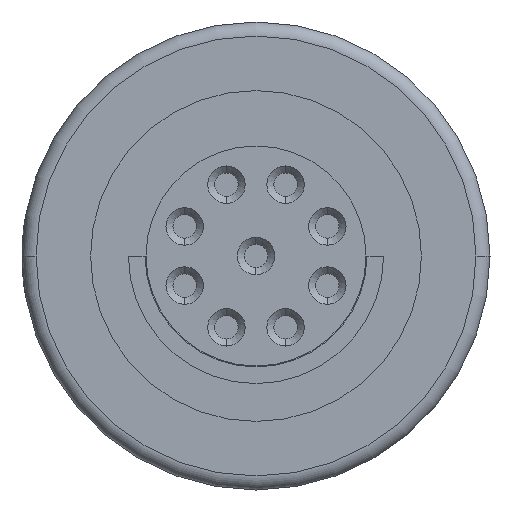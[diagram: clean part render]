
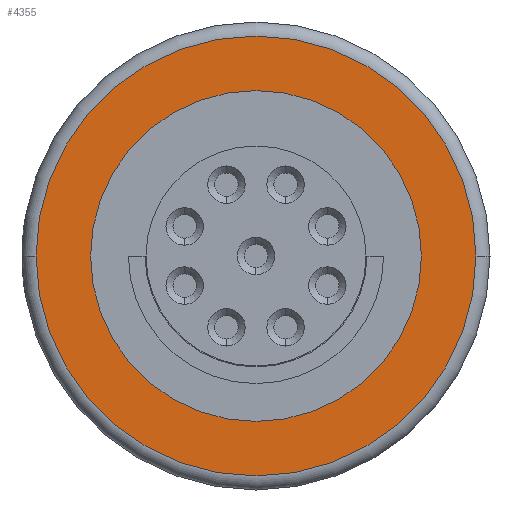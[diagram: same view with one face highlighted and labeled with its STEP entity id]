
A CAD part, left-side view. The second image highlights one B-rep face of the part: STEP entity #4355.
In plain terms, the highlighted planar face has unit normal (-1, 0, 0).
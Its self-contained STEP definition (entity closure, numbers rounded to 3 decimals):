
#127=CARTESIAN_POINT('',(-10.3,0.,0.));
#128=DIRECTION('',(-1.,0.,0.));
#129=DIRECTION('',(0.,1.,0.));
#130=AXIS2_PLACEMENT_3D('',#127,#128,#129);
#135=CARTESIAN_POINT('',(-10.3,0.,0.));
#136=DIRECTION('',(1.,0.,0.));
#137=DIRECTION('',(0.,1.,0.));
#138=AXIS2_PLACEMENT_3D('',#135,#136,#137);
#143=CARTESIAN_POINT('',(-10.3,0.,0.));
#144=DIRECTION('',(-1.,0.,0.));
#145=DIRECTION('',(0.,-1.,0.));
#146=AXIS2_PLACEMENT_3D('',#143,#144,#145);
#151=CARTESIAN_POINT('',(-10.3,0.,0.));
#152=DIRECTION('',(-1.,0.,0.));
#153=DIRECTION('',(0.,1.,0.));
#154=AXIS2_PLACEMENT_3D('',#151,#152,#153);
#4144=CARTESIAN_POINT('',(-10.3,3.535,0.));
#4146=VERTEX_POINT('',#4144);
#4148=CARTESIAN_POINT('',(-10.3,-3.535,0.));
#4150=VERTEX_POINT('',#4148);
#4252=CARTESIAN_POINT('',(-10.3,-4.7,0.));
#4253=CARTESIAN_POINT('',(-10.3,4.7,0.));
#4254=VERTEX_POINT('',#4252);
#4255=VERTEX_POINT('',#4253);
#4340=CARTESIAN_POINT('',(-10.3,0.,0.));
#4341=DIRECTION('',(1.,0.,0.));
#4342=DIRECTION('',(0.,-1.,0.));
#4343=AXIS2_PLACEMENT_3D('',#4340,#4341,#4342);
#4344=PLANE('',#4343);
#4346=ORIENTED_EDGE('',*,*,#4345,.F.);
#4348=ORIENTED_EDGE('',*,*,#4347,.F.);
#4349=EDGE_LOOP('',(#4346,#4348));
#4350=FACE_OUTER_BOUND('',#4349,.F.);
#4351=ORIENTED_EDGE('',*,*,#4333,.F.);
#4352=ORIENTED_EDGE('',*,*,#4322,.T.);
#4353=EDGE_LOOP('',(#4351,#4352));
#4354=FACE_BOUND('',#4353,.F.);
#131=CIRCLE('',#130,3.535);
#139=CIRCLE('',#138,3.535);
#147=CIRCLE('',#146,4.7);
#155=CIRCLE('',#154,4.7);
#4322=EDGE_CURVE('',#4146,#4150,#131,.T.);
#4333=EDGE_CURVE('',#4146,#4150,#139,.T.);
#4345=EDGE_CURVE('',#4254,#4255,#147,.T.);
#4347=EDGE_CURVE('',#4255,#4254,#155,.T.);
#4355=ADVANCED_FACE('',(#4350,#4354),#4344,.F.);
